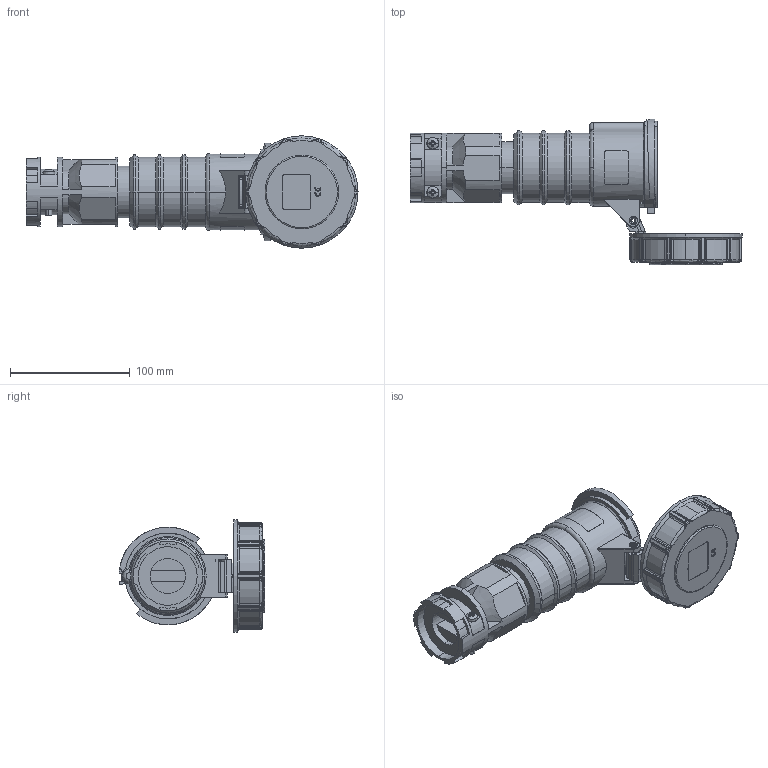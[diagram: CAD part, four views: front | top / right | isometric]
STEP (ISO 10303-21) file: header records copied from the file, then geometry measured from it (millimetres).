
FILE_DESCRIPTION (( 'STEP AP203' ), '1' );
FILE_NAME ('BRY330C6W.step', '2022-08-17T20:03:51', ( '' ), ( '' ), 'SwSTEP 2.0', 'SolidWorks 2021', '' );
FILE_SCHEMA (( 'CONFIG_CONTROL_DESIGN' ));
Length unit declared in the file: millimetre
Products named in the file (1): BRY330C6W
Bounding box: 277.7 x 122.01 x 94 mm (x, y, z)
Volume: 588229 mm3; surface area: 118256.5 mm2
Topology: 7 solids, 7 shells, 868 faces, 2339 edges, 1472 vertices
Faces by surface type: plane 303, cylinder 275, cone 112, bspline 88, torus 86, sphere 4
Entity records: 31010 total; most frequent: CARTESIAN_POINT 10289, ORIENTED_EDGE 4590, DIRECTION 4005, EDGE_CURVE 2295, AXIS2_PLACEMENT_3D 1519, VERTEX_POINT 1472, VECTOR 967, LINE 967
